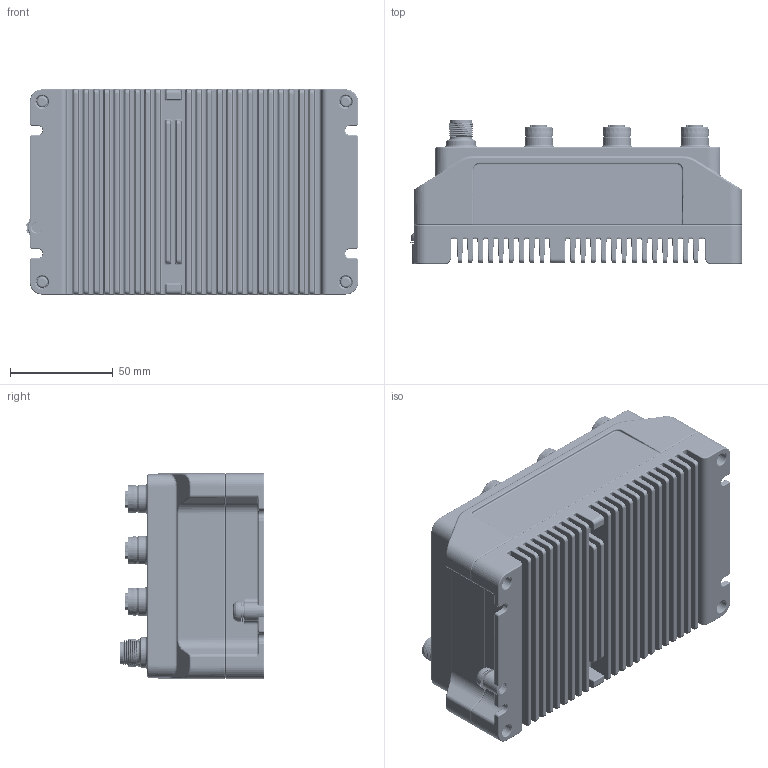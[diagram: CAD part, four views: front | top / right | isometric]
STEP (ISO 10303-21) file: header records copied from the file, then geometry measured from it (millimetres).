
FILE_DESCRIPTION (( 'STEP AP214' ), '1' );
FILE_NAME ('EKI-9508E-PW-B(STEP).STEP', '2024-11-18T02:11:38', ( '' ), ( '' ), 'SwSTEP 2.0', 'SolidWorks 2022', '' );
FILE_SCHEMA (( 'AUTOMOTIVE_DESIGN' ));
Length unit declared in the file: millimetre
Products named in the file (1): EKI-9508E-PW-B(STEP)
Bounding box: 161.84 x 70.48 x 100 mm (x, y, z)
Volume: 726937.1 mm3; surface area: 152881.9 mm2
Topology: 1 solids, 77 shells, 7395 faces, 18988 edges, 12162 vertices
Faces by surface type: plane 3856, cylinder 1749, bspline 980, torus 463, cone 337, sphere 10
Entity records: 248078 total; most frequent: CARTESIAN_POINT 74314, ORIENTED_EDGE 37876, DIRECTION 33297, EDGE_CURVE 18938, VERTEX_POINT 12158, VECTOR 11359, LINE 11359, AXIS2_PLACEMENT_3D 10969
